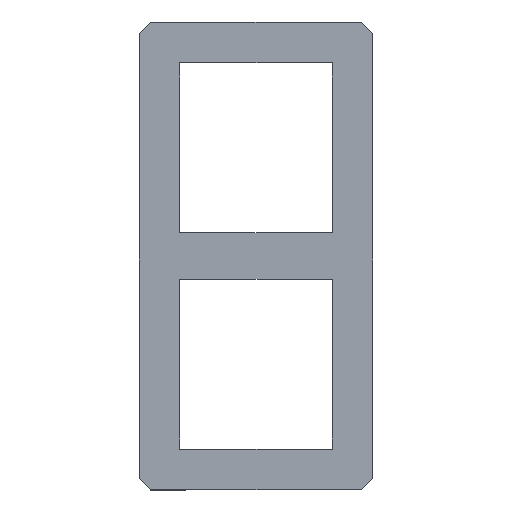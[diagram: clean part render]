
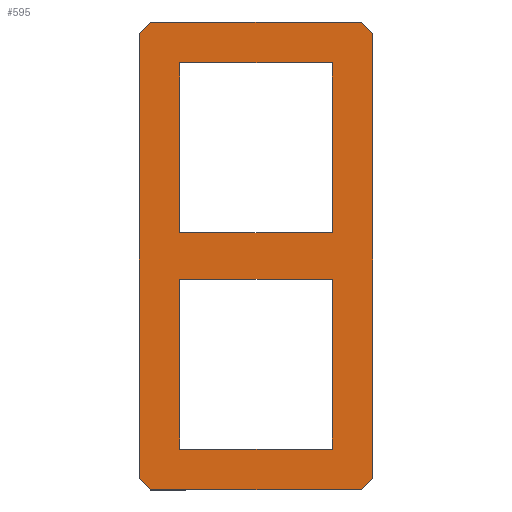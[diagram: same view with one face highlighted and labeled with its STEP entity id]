
A CAD part, top view. The second image highlights one B-rep face of the part: STEP entity #595.
In plain terms, the highlighted planar face has unit normal (0, 0, 1).
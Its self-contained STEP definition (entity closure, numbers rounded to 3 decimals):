
#49=CARTESIAN_POINT('',(13.,33.,0.5));
#50=VERTEX_POINT('',#49);
#51=CARTESIAN_POINT('',(13.,4.,0.5));
#52=VERTEX_POINT('',#51);
#53=CARTESIAN_POINT('',(13.,33.,0.5));
#54=DIRECTION('',(0.0,-1.0,0.0));
#55=VECTOR('',#54,29.);
#56=LINE('',#53,#55);
#57=EDGE_CURVE('',#50,#52,#56,.T.);
#89=CARTESIAN_POINT('',(-13.,4.,0.5));
#90=VERTEX_POINT('',#89);
#91=CARTESIAN_POINT('',(13.,4.,0.5));
#92=DIRECTION('',(-1.0,0.0,0.0));
#93=VECTOR('',#92,26.);
#94=LINE('',#91,#93);
#95=EDGE_CURVE('',#52,#90,#94,.T.);
#120=CARTESIAN_POINT('',(-13.,33.,0.5));
#121=VERTEX_POINT('',#120);
#122=CARTESIAN_POINT('',(-13.,4.,0.5));
#123=DIRECTION('',(0.0,1.0,0.0));
#124=VECTOR('',#123,29.0);
#125=LINE('',#122,#124);
#126=EDGE_CURVE('',#90,#121,#125,.T.);
#151=CARTESIAN_POINT('',(-13.,33.,0.5));
#152=DIRECTION('',(1.0,0.0,0.0));
#153=VECTOR('',#152,26.);
#154=LINE('',#151,#153);
#155=EDGE_CURVE('',#121,#50,#154,.T.);
#173=CARTESIAN_POINT('',(-13.,-4.,0.5));
#174=VERTEX_POINT('',#173);
#175=CARTESIAN_POINT('',(13.,-4.,0.5));
#176=VERTEX_POINT('',#175);
#177=CARTESIAN_POINT('',(-13.,-4.,0.5));
#178=DIRECTION('',(1.0,0.0,0.0));
#179=VECTOR('',#178,26.);
#180=LINE('',#177,#179);
#181=EDGE_CURVE('',#174,#176,#180,.T.);
#213=CARTESIAN_POINT('',(13.,-33.,0.5));
#214=VERTEX_POINT('',#213);
#215=CARTESIAN_POINT('',(13.,-4.,0.5));
#216=DIRECTION('',(0.0,-1.0,0.0));
#217=VECTOR('',#216,29.);
#218=LINE('',#215,#217);
#219=EDGE_CURVE('',#176,#214,#218,.T.);
#244=CARTESIAN_POINT('',(-13.,-33.,0.5));
#245=VERTEX_POINT('',#244);
#246=CARTESIAN_POINT('',(13.,-33.,0.5));
#247=DIRECTION('',(-1.0,0.0,0.0));
#248=VECTOR('',#247,26.);
#249=LINE('',#246,#248);
#250=EDGE_CURVE('',#214,#245,#249,.T.);
#275=CARTESIAN_POINT('',(-13.,-33.,0.5));
#276=DIRECTION('',(0.0,1.0,0.0));
#277=VECTOR('',#276,29.);
#278=LINE('',#275,#277);
#279=EDGE_CURVE('',#245,#174,#278,.T.);
#381=CARTESIAN_POINT('',(-20.,38.,0.5));
#382=VERTEX_POINT('',#381);
#383=CARTESIAN_POINT('',(-18.,40.,0.5));
#384=VERTEX_POINT('',#383);
#385=CARTESIAN_POINT('',(-20.,38.,0.5));
#386=DIRECTION('',(0.707,0.707,0.0));
#387=VECTOR('',#386,2.828);
#388=LINE('',#385,#387);
#389=EDGE_CURVE('',#382,#384,#388,.T.);
#412=CARTESIAN_POINT('',(18.,40.,0.5));
#413=VERTEX_POINT('',#412);
#414=CARTESIAN_POINT('',(-18.,40.,0.5));
#415=DIRECTION('',(1.0,0.0,0.0));
#416=VECTOR('',#415,36.0);
#417=LINE('',#414,#416);
#418=EDGE_CURVE('',#384,#413,#417,.T.);
#436=CARTESIAN_POINT('',(20.,38.,0.5));
#437=VERTEX_POINT('',#436);
#438=CARTESIAN_POINT('',(18.,40.,0.5));
#439=DIRECTION('',(0.707,-0.707,0.0));
#440=VECTOR('',#439,2.828);
#441=LINE('',#438,#440);
#442=EDGE_CURVE('',#413,#437,#441,.T.);
#460=CARTESIAN_POINT('',(20.,-38.,0.5));
#461=VERTEX_POINT('',#460);
#462=CARTESIAN_POINT('',(20.,38.,0.5));
#463=DIRECTION('',(0.0,-1.0,0.0));
#464=VECTOR('',#463,76.);
#465=LINE('',#462,#464);
#466=EDGE_CURVE('',#437,#461,#465,.T.);
#484=CARTESIAN_POINT('',(18.,-40.,0.5));
#485=VERTEX_POINT('',#484);
#486=CARTESIAN_POINT('',(20.,-38.,0.5));
#487=DIRECTION('',(-0.707,-0.707,0.0));
#488=VECTOR('',#487,2.828);
#489=LINE('',#486,#488);
#490=EDGE_CURVE('',#461,#485,#489,.T.);
#508=CARTESIAN_POINT('',(-18.,-40.,0.5));
#509=VERTEX_POINT('',#508);
#510=CARTESIAN_POINT('',(18.,-40.,0.5));
#511=DIRECTION('',(-1.0,0.0,0.0));
#512=VECTOR('',#511,36.0);
#513=LINE('',#510,#512);
#514=EDGE_CURVE('',#485,#509,#513,.T.);
#532=CARTESIAN_POINT('',(-20.,-38.,0.5));
#533=VERTEX_POINT('',#532);
#534=CARTESIAN_POINT('',(-18.,-40.,0.5));
#535=DIRECTION('',(-0.707,0.707,0.0));
#536=VECTOR('',#535,2.828);
#537=LINE('',#534,#536);
#538=EDGE_CURVE('',#509,#533,#537,.T.);
#556=CARTESIAN_POINT('',(-20.,-38.,0.5));
#557=DIRECTION('',(0.0,1.0,0.0));
#558=VECTOR('',#557,76.);
#559=LINE('',#556,#558);
#560=EDGE_CURVE('',#533,#382,#559,.T.);
#568=CARTESIAN_POINT('',(0.,0.,0.5));
#569=DIRECTION('',(0.0,0.0,1.0));
#570=DIRECTION('',(1.0,0.0,0.0));
#571=AXIS2_PLACEMENT_3D('',#568,#569,#570);
#572=PLANE('',#571);
#573=ORIENTED_EDGE('',*,*,#389,.F.);
#574=ORIENTED_EDGE('',*,*,#560,.F.);
#575=ORIENTED_EDGE('',*,*,#538,.F.);
#576=ORIENTED_EDGE('',*,*,#514,.F.);
#577=ORIENTED_EDGE('',*,*,#490,.F.);
#578=ORIENTED_EDGE('',*,*,#466,.F.);
#579=ORIENTED_EDGE('',*,*,#442,.F.);
#580=ORIENTED_EDGE('',*,*,#418,.F.);
#581=EDGE_LOOP('',(#573,#574,#575,#576,#577,#578,#579,#580));
#582=FACE_OUTER_BOUND('',#581,.T.);
#583=ORIENTED_EDGE('',*,*,#57,.T.);
#584=ORIENTED_EDGE('',*,*,#95,.T.);
#585=ORIENTED_EDGE('',*,*,#126,.T.);
#586=ORIENTED_EDGE('',*,*,#155,.T.);
#587=EDGE_LOOP('',(#583,#584,#585,#586));
#588=FACE_BOUND('',#587,.T.);
#589=ORIENTED_EDGE('',*,*,#181,.T.);
#590=ORIENTED_EDGE('',*,*,#219,.T.);
#591=ORIENTED_EDGE('',*,*,#250,.T.);
#592=ORIENTED_EDGE('',*,*,#279,.T.);
#593=EDGE_LOOP('',(#589,#590,#591,#592));
#594=FACE_BOUND('',#593,.T.);
#595=ADVANCED_FACE('',(#582,#588,#594),#572,.T.);
